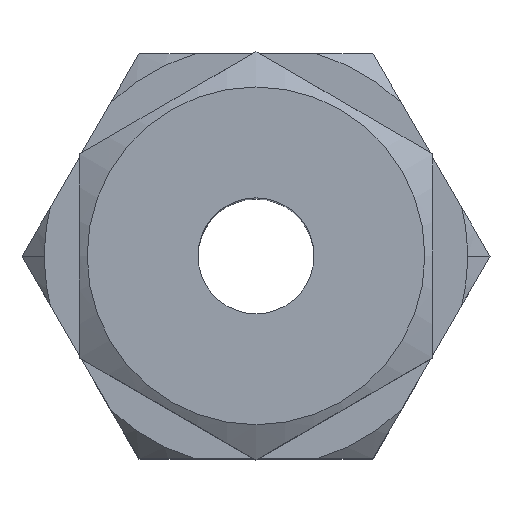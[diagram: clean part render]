
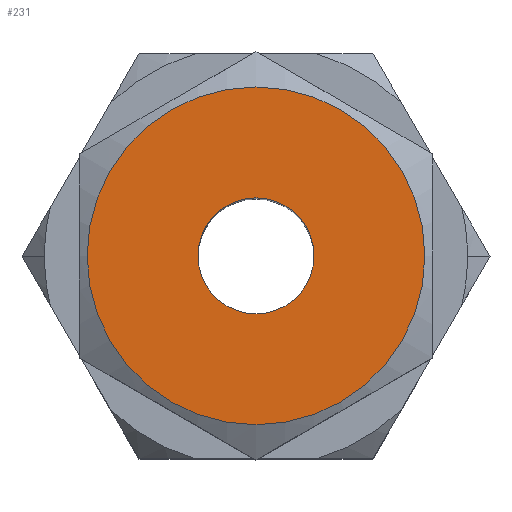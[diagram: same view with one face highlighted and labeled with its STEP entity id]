
A CAD part, top view. The second image highlights one B-rep face of the part: STEP entity #231.
In plain terms, the highlighted planar face has unit normal (0, 0, 1).
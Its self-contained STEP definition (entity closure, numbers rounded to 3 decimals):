
#59=PLANE('',#742);
#231=ADVANCED_FACE('',(#259,#260),#59,.T.);
#259=FACE_BOUND('',#307,.T.);
#260=FACE_BOUND('',#308,.T.);
#307=EDGE_LOOP('',(#466));
#308=EDGE_LOOP('',(#467));
#466=ORIENTED_EDGE('',*,*,#647,.T.);
#467=ORIENTED_EDGE('',*,*,#648,.T.);
#562=VERTEX_POINT('',#1131);
#563=VERTEX_POINT('',#1133);
#647=EDGE_CURVE('',#562,#562,#686,.T.);
#648=EDGE_CURVE('',#563,#563,#687,.T.);
#686=CIRCLE('',#740,5.15);
#687=CIRCLE('',#741,15.);
#740=AXIS2_PLACEMENT_3D('',#1130,#883,#884);
#741=AXIS2_PLACEMENT_3D('',#1132,#885,#886);
#742=AXIS2_PLACEMENT_3D('',#1134,#887,#888);
#883=DIRECTION('',(0.,0.,-1.));
#884=DIRECTION('',(-1.,0.,0.));
#885=DIRECTION('',(0.,0.,1.));
#886=DIRECTION('',(1.,0.,0.));
#887=DIRECTION('',(0.,0.,1.));
#888=DIRECTION('',(-1.,0.,0.));
#1130=CARTESIAN_POINT('',(0.,0.,62.269));
#1131=CARTESIAN_POINT('',(-5.15,0.,62.269));
#1132=CARTESIAN_POINT('',(0.,0.,62.269));
#1133=CARTESIAN_POINT('',(15.,0.,62.269));
#1134=CARTESIAN_POINT('',(-15.,-8.66,62.269));
